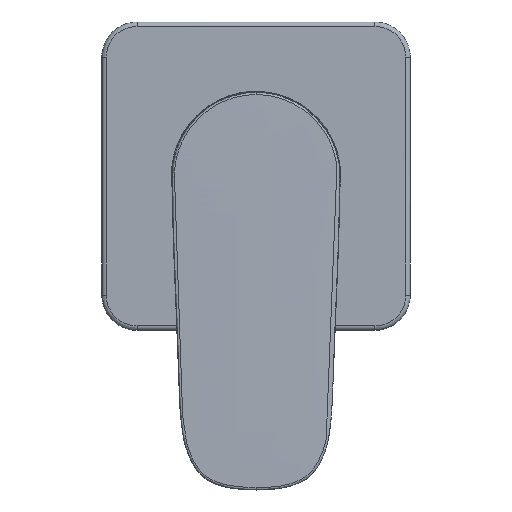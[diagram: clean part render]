
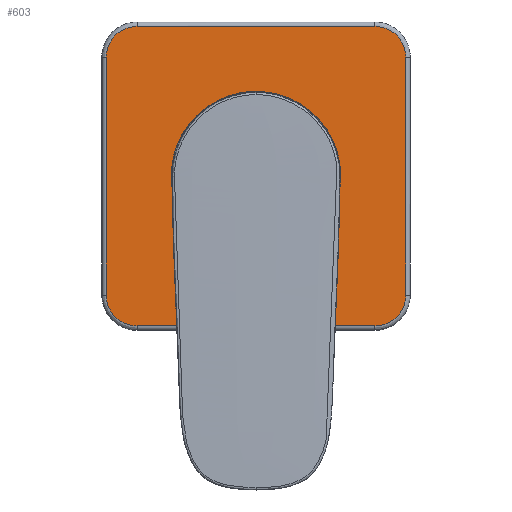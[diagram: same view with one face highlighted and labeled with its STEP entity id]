
A CAD part, front view. The second image highlights one B-rep face of the part: STEP entity #603.
In plain terms, the highlighted face is planar.
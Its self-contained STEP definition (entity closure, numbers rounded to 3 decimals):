
#129=FACE_BOUND('',#1659,.T.);
#603=ADVANCED_FACE('',(#1119,#129),#7964,.T.);
#1119=FACE_OUTER_BOUND('',#1658,.T.);
#1658=EDGE_LOOP('',(#4106,#4107,#4108,#4109,#4110,#4111,#4112,#4113));
#1659=EDGE_LOOP('',(#4114,#4115));
#4106=ORIENTED_EDGE('',*,*,#5579,.T.);
#4107=ORIENTED_EDGE('',*,*,#5510,.T.);
#4108=ORIENTED_EDGE('',*,*,#5585,.T.);
#4109=ORIENTED_EDGE('',*,*,#5509,.T.);
#4110=ORIENTED_EDGE('',*,*,#5590,.T.);
#4111=ORIENTED_EDGE('',*,*,#5508,.T.);
#4112=ORIENTED_EDGE('',*,*,#5504,.F.);
#4113=ORIENTED_EDGE('',*,*,#5507,.T.);
#4114=ORIENTED_EDGE('',*,*,#5520,.T.);
#4115=ORIENTED_EDGE('',*,*,#5513,.T.);
#5504=EDGE_CURVE('',#7664,#7665,#5807,.T.);
#5507=EDGE_CURVE('',#7664,#7666,#6864,.T.);
#5508=EDGE_CURVE('',#7668,#7665,#6865,.T.);
#5509=EDGE_CURVE('',#7670,#7669,#6866,.T.);
#5510=EDGE_CURVE('',#7667,#7671,#6867,.T.);
#5513=EDGE_CURVE('',#7672,#7673,#5811,.T.);
#5520=EDGE_CURVE('',#7673,#7672,#5813,.T.);
#5579=EDGE_CURVE('',#7666,#7667,#5854,.T.);
#5585=EDGE_CURVE('',#7671,#7670,#5859,.T.);
#5590=EDGE_CURVE('',#7669,#7668,#5863,.T.);
#5807=(
BOUNDED_CURVE()
B_SPLINE_CURVE(2,(#34536,#34537,#34538),.UNSPECIFIED.,.F.,.F.)
B_SPLINE_CURVE_WITH_KNOTS((3,3),(-10.996,0.),.UNSPECIFIED.)
CURVE()
GEOMETRIC_REPRESENTATION_ITEM()
RATIONAL_B_SPLINE_CURVE((1.,0.707,1.))
REPRESENTATION_ITEM('')
);
#5811=(
BOUNDED_CURVE()
B_SPLINE_CURVE(2,(#34560,#34561,#34562,#34563,#34564),.UNSPECIFIED.,.F.,
 .F.)
B_SPLINE_CURVE_WITH_KNOTS((3,2,3),(0.,30.238,60.476),
 .UNSPECIFIED.)
CURVE()
GEOMETRIC_REPRESENTATION_ITEM()
RATIONAL_B_SPLINE_CURVE((1.,0.707,1.,0.707,1.))
REPRESENTATION_ITEM('')
);
#5813=(
BOUNDED_CURVE()
B_SPLINE_CURVE(2,(#34580,#34581,#34582,#34583,#34584),.UNSPECIFIED.,.F.,
 .F.)
B_SPLINE_CURVE_WITH_KNOTS((3,2,3),(0.,30.238,60.476),
 .UNSPECIFIED.)
CURVE()
GEOMETRIC_REPRESENTATION_ITEM()
RATIONAL_B_SPLINE_CURVE((1.,0.707,1.,0.707,1.))
REPRESENTATION_ITEM('')
);
#5854=(
BOUNDED_CURVE()
B_SPLINE_CURVE(2,(#34773,#34774,#34775),.UNSPECIFIED.,.F.,.F.)
B_SPLINE_CURVE_WITH_KNOTS((3,3),(0.,10.996),.UNSPECIFIED.)
CURVE()
GEOMETRIC_REPRESENTATION_ITEM()
RATIONAL_B_SPLINE_CURVE((1.,0.707,1.))
REPRESENTATION_ITEM('')
);
#5859=(
BOUNDED_CURVE()
B_SPLINE_CURVE(2,(#34790,#34791,#34792),.UNSPECIFIED.,.F.,.F.)
B_SPLINE_CURVE_WITH_KNOTS((3,3),(0.,10.996),.UNSPECIFIED.)
CURVE()
GEOMETRIC_REPRESENTATION_ITEM()
RATIONAL_B_SPLINE_CURVE((1.,0.707,1.))
REPRESENTATION_ITEM('')
);
#5863=(
BOUNDED_CURVE()
B_SPLINE_CURVE(2,(#34804,#34805,#34806),.UNSPECIFIED.,.F.,.F.)
B_SPLINE_CURVE_WITH_KNOTS((3,3),(0.,10.996),.UNSPECIFIED.)
CURVE()
GEOMETRIC_REPRESENTATION_ITEM()
RATIONAL_B_SPLINE_CURVE((1.,0.707,1.))
REPRESENTATION_ITEM('')
);
#6864=B_SPLINE_CURVE_WITH_KNOTS('',1,(#34545,#34546),.UNSPECIFIED.,.F.,
 .F.,(2,2),(-54.,0.),.UNSPECIFIED.);
#6865=B_SPLINE_CURVE_WITH_KNOTS('',1,(#34547,#34548),.UNSPECIFIED.,.F.,
 .F.,(2,2),(-54.,0.),.UNSPECIFIED.);
#6866=B_SPLINE_CURVE_WITH_KNOTS('',1,(#34549,#34550),.UNSPECIFIED.,.F.,
 .F.,(2,2),(-54.,0.),.UNSPECIFIED.);
#6867=B_SPLINE_CURVE_WITH_KNOTS('',1,(#34551,#34552),.UNSPECIFIED.,.F.,
 .F.,(2,2),(-54.,0.),.UNSPECIFIED.);
#7664=VERTEX_POINT('',#34460);
#7665=VERTEX_POINT('',#34461);
#7666=VERTEX_POINT('',#34462);
#7667=VERTEX_POINT('',#34463);
#7668=VERTEX_POINT('',#34464);
#7669=VERTEX_POINT('',#34465);
#7670=VERTEX_POINT('',#34466);
#7671=VERTEX_POINT('',#34467);
#7672=VERTEX_POINT('',#34468);
#7673=VERTEX_POINT('',#34469);
#7964=PLANE('',#8702);
#8702=AXIS2_PLACEMENT_3D('',#33515,#9084,$);
#9084=DIRECTION('',(0.,1.,0.));
#33515=CARTESIAN_POINT('',(-40.92,6.5,40.92));
#34460=CARTESIAN_POINT('',(-34.,6.5,-27.));
#34461=CARTESIAN_POINT('',(-27.,6.5,-34.));
#34462=CARTESIAN_POINT('',(-34.,6.5,27.));
#34463=CARTESIAN_POINT('',(-27.,6.5,34.));
#34464=CARTESIAN_POINT('',(27.,6.5,-34.));
#34465=CARTESIAN_POINT('',(34.,6.5,-27.));
#34466=CARTESIAN_POINT('',(34.,6.5,27.));
#34467=CARTESIAN_POINT('',(27.,6.5,34.));
#34468=CARTESIAN_POINT('',(19.25,6.5,0.));
#34469=CARTESIAN_POINT('',(-19.25,6.5,0.));
#34536=CARTESIAN_POINT('',(-34.,6.5,-27.));
#34537=CARTESIAN_POINT('',(-34.,6.5,-34.));
#34538=CARTESIAN_POINT('',(-27.,6.5,-34.));
#34545=CARTESIAN_POINT('',(-34.,6.5,-27.));
#34546=CARTESIAN_POINT('',(-34.,6.5,27.));
#34547=CARTESIAN_POINT('',(27.,6.5,-34.));
#34548=CARTESIAN_POINT('',(-27.,6.5,-34.));
#34549=CARTESIAN_POINT('',(34.,6.5,27.));
#34550=CARTESIAN_POINT('',(34.,6.5,-27.));
#34551=CARTESIAN_POINT('',(-27.,6.5,34.));
#34552=CARTESIAN_POINT('',(27.,6.5,34.));
#34560=CARTESIAN_POINT('',(19.25,6.5,0.));
#34561=CARTESIAN_POINT('',(19.25,6.5,19.25));
#34562=CARTESIAN_POINT('',(0.,6.5,19.25));
#34563=CARTESIAN_POINT('',(-19.25,6.5,19.25));
#34564=CARTESIAN_POINT('',(-19.25,6.5,0.));
#34580=CARTESIAN_POINT('',(-19.25,6.5,0.));
#34581=CARTESIAN_POINT('',(-19.25,6.5,-19.25));
#34582=CARTESIAN_POINT('',(0.,6.5,-19.25));
#34583=CARTESIAN_POINT('',(19.25,6.5,-19.25));
#34584=CARTESIAN_POINT('',(19.25,6.5,0.));
#34773=CARTESIAN_POINT('',(-34.,6.5,27.));
#34774=CARTESIAN_POINT('',(-34.,6.5,34.));
#34775=CARTESIAN_POINT('',(-27.,6.5,34.));
#34790=CARTESIAN_POINT('',(27.,6.5,34.));
#34791=CARTESIAN_POINT('',(34.,6.5,34.));
#34792=CARTESIAN_POINT('',(34.,6.5,27.));
#34804=CARTESIAN_POINT('',(34.,6.5,-27.));
#34805=CARTESIAN_POINT('',(34.,6.5,-34.));
#34806=CARTESIAN_POINT('',(27.,6.5,-34.));
